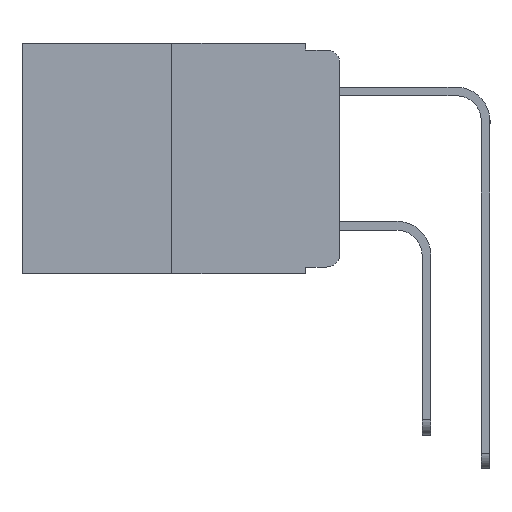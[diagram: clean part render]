
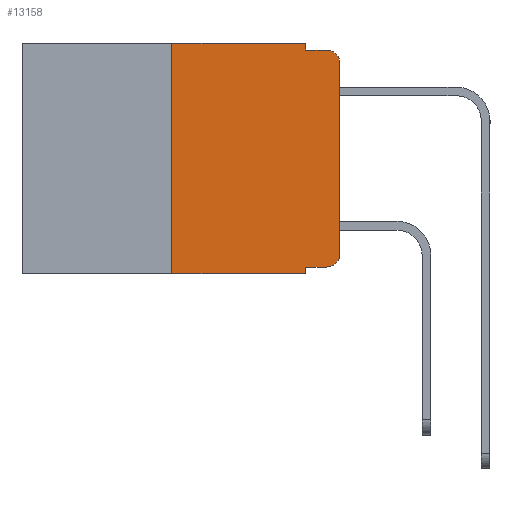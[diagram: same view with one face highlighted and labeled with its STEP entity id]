
A CAD part, left-side view. The second image highlights one B-rep face of the part: STEP entity #13158.
In plain terms, the highlighted planar face has unit normal (-1, 0, 0).
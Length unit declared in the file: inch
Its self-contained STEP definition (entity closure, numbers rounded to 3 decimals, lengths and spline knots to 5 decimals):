
#15 = CIRCLE ( 'NONE', #14069, 0.02 ) ;
#904 = ORIENTED_EDGE ( 'NONE', *, *, #19070, .T. ) ;
#1138 = DIRECTION ( 'NONE',  ( 0., -1., 0. ) ) ;
#1195 = CARTESIAN_POINT ( 'NONE',  ( 0., 0.25, 0. ) ) ;
#1342 = CARTESIAN_POINT ( 'NONE',  ( 0., 0.473, 0. ) ) ;
#1395 = EDGE_CURVE ( 'NONE', #13409, #5203, #15, .T. ) ;
#1414 = LINE ( 'NONE', #1452, #12490 ) ;
#1452 = CARTESIAN_POINT ( 'NONE',  ( 0., 0., 0. ) ) ;
#1766 = CARTESIAN_POINT ( 'NONE',  ( 0., 0.051, -0.333 ) ) ;
#1867 = LINE ( 'NONE', #12474, #17202 ) ;
#2374 = VECTOR ( 'NONE', #10394, 39.37008 ) ;
#2476 = CARTESIAN_POINT ( 'NONE',  ( 0., 0.051, -0.333 ) ) ;
#3087 = EDGE_CURVE ( 'NONE', #14493, #16985, #6502, .T. ) ;
#3177 = EDGE_CURVE ( 'NONE', #9777, #11500, #13405, .T. ) ;
#3429 = CARTESIAN_POINT ( 'NONE',  ( 0., 0.473, 0. ) ) ;
#3518 = ORIENTED_EDGE ( 'NONE', *, *, #10310, .T. ) ;
#3568 = EDGE_CURVE ( 'NONE', #17741, #11500, #1867, .T. ) ;
#3824 = CARTESIAN_POINT ( 'NONE',  ( 0., 0.051, -0.343 ) ) ;
#4465 = ORIENTED_EDGE ( 'NONE', *, *, #1395, .T. ) ;
#4937 = PLANE ( 'NONE',  #6614 ) ;
#5203 = VERTEX_POINT ( 'NONE', #11460 ) ;
#6277 = VECTOR ( 'NONE', #12977, 39.37008 ) ;
#6454 = CARTESIAN_POINT ( 'NONE',  ( 0., 0.051, 0. ) ) ;
#6502 = LINE ( 'NONE', #9573, #2374 ) ;
#6614 = AXIS2_PLACEMENT_3D ( 'NONE', #3429, #18151, #9535 ) ;
#6755 = VECTOR ( 'NONE', #9475, 39.37008 ) ;
#6947 = VECTOR ( 'NONE', #8969, 39.37008 ) ;
#7473 = LINE ( 'NONE', #14800, #15218 ) ;
#7707 = LINE ( 'NONE', #6454, #6755 ) ;
#8063 = DIRECTION ( 'NONE',  ( 0., 0., -1. ) ) ;
#8071 = VERTEX_POINT ( 'NONE', #17832 ) ;
#8082 = DIRECTION ( 'NONE',  ( -1., 0., 0. ) ) ;
#8108 = CARTESIAN_POINT ( 'NONE',  ( 0., 0.02, -0.03 ) ) ;
#8234 = ORIENTED_EDGE ( 'NONE', *, *, #3087, .F. ) ;
#8292 = CARTESIAN_POINT ( 'NONE',  ( 0., 0.02, -0.01 ) ) ;
#8405 = DIRECTION ( 'NONE',  ( 0., 0., -1. ) ) ;
#8608 = EDGE_CURVE ( 'NONE', #12899, #9139, #11332, .T. ) ;
#8898 = ORIENTED_EDGE ( 'NONE', *, *, #3177, .T. ) ;
#8969 = DIRECTION ( 'NONE',  ( 0., -1., 0. ) ) ;
#9139 = VERTEX_POINT ( 'NONE', #10195 ) ;
#9216 = LINE ( 'NONE', #11398, #12633 ) ;
#9367 = ORIENTED_EDGE ( 'NONE', *, *, #3568, .F. ) ;
#9475 = DIRECTION ( 'NONE',  ( 0., 0., -1. ) ) ;
#9535 = DIRECTION ( 'NONE',  ( 0., 0., -1. ) ) ;
#9573 = CARTESIAN_POINT ( 'NONE',  ( 0., 0.051, 0. ) ) ;
#9777 = VERTEX_POINT ( 'NONE', #13003 ) ;
#9887 = ORIENTED_EDGE ( 'NONE', *, *, #15387, .T. ) ;
#10195 = CARTESIAN_POINT ( 'NONE',  ( 0., 0.051, 0. ) ) ;
#10285 = LINE ( 'NONE', #2476, #6277 ) ;
#10310 = EDGE_CURVE ( 'NONE', #8071, #16985, #9216, .T. ) ;
#10394 = DIRECTION ( 'NONE',  ( 0., 0., -1. ) ) ;
#10459 = ORIENTED_EDGE ( 'NONE', *, *, #18510, .F. ) ;
#10570 = DIRECTION ( 'NONE',  ( 0., 0., 1. ) ) ;
#11168 = ORIENTED_EDGE ( 'NONE', *, *, #15766, .F. ) ;
#11332 = LINE ( 'NONE', #1342, #6947 ) ;
#11398 = CARTESIAN_POINT ( 'NONE',  ( 0., 0.473, -0.343 ) ) ;
#11460 = CARTESIAN_POINT ( 'NONE',  ( 0., 0., -0.313 ) ) ;
#11500 = VERTEX_POINT ( 'NONE', #8292 ) ;
#11930 = AXIS2_PLACEMENT_3D ( 'NONE', #8108, #8082, #8063 ) ;
#12170 = EDGE_LOOP ( 'NONE', ( #904, #8898, #9367, #11168, #12985, #10459, #3518, #8234, #9887, #4465 ) ) ;
#12474 = CARTESIAN_POINT ( 'NONE',  ( 0., 0.051, -0.01 ) ) ;
#12490 = VECTOR ( 'NONE', #10570, 39.37008 ) ;
#12633 = VECTOR ( 'NONE', #14295, 39.37008 ) ;
#12899 = VERTEX_POINT ( 'NONE', #1195 ) ;
#12977 = DIRECTION ( 'NONE',  ( 0., -1., 0. ) ) ;
#12985 = ORIENTED_EDGE ( 'NONE', *, *, #8608, .F. ) ;
#13003 = CARTESIAN_POINT ( 'NONE',  ( 0., 0., -0.03 ) ) ;
#13085 = CARTESIAN_POINT ( 'NONE',  ( 0., 0.02, -0.313 ) ) ;
#13158 = ADVANCED_FACE ( 'NONE', ( #15097 ), #4937, .F. ) ;
#13405 = CIRCLE ( 'NONE', #11930, 0.02 ) ;
#13409 = VERTEX_POINT ( 'NONE', #18715 ) ;
#13533 = DIRECTION ( 'NONE',  ( -1., 0., 0. ) ) ;
#14069 = AXIS2_PLACEMENT_3D ( 'NONE', #13085, #13533, #8405 ) ;
#14295 = DIRECTION ( 'NONE',  ( 0., -1., 0. ) ) ;
#14493 = VERTEX_POINT ( 'NONE', #1766 ) ;
#14800 = CARTESIAN_POINT ( 'NONE',  ( 0., 0.25, 0. ) ) ;
#15097 = FACE_OUTER_BOUND ( 'NONE', #12170, .T. ) ;
#15218 = VECTOR ( 'NONE', #16236, 39.37008 ) ;
#15387 = EDGE_CURVE ( 'NONE', #14493, #13409, #10285, .T. ) ;
#15766 = EDGE_CURVE ( 'NONE', #9139, #17741, #7707, .T. ) ;
#16236 = DIRECTION ( 'NONE',  ( 0., 0., 1. ) ) ;
#16985 = VERTEX_POINT ( 'NONE', #3824 ) ;
#17202 = VECTOR ( 'NONE', #1138, 39.37008 ) ;
#17330 = CARTESIAN_POINT ( 'NONE',  ( 0., 0.051, -0.01 ) ) ;
#17741 = VERTEX_POINT ( 'NONE', #17330 ) ;
#17832 = CARTESIAN_POINT ( 'NONE',  ( 0., 0.25, -0.343 ) ) ;
#18151 = DIRECTION ( 'NONE',  ( 1., 0., 0. ) ) ;
#18510 = EDGE_CURVE ( 'NONE', #8071, #12899, #7473, .T. ) ;
#18715 = CARTESIAN_POINT ( 'NONE',  ( 0., 0.02, -0.333 ) ) ;
#19070 = EDGE_CURVE ( 'NONE', #5203, #9777, #1414, .T. ) ;
